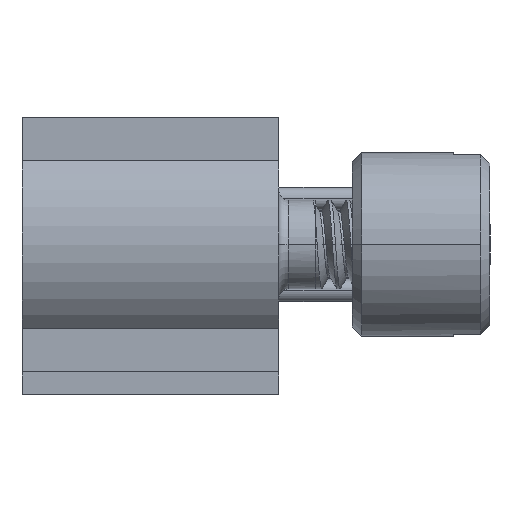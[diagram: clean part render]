
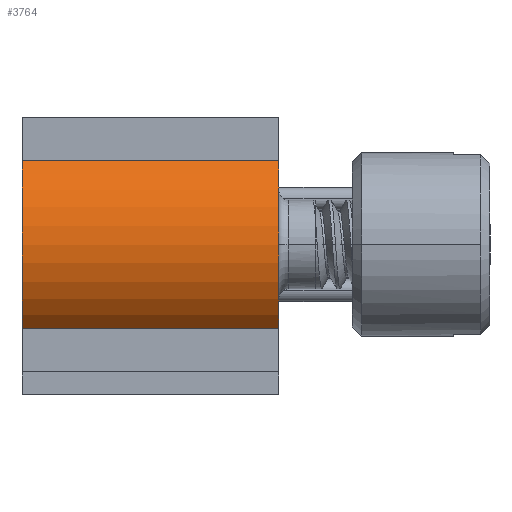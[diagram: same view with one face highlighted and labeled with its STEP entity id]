
A CAD part, left-side view. The second image highlights one B-rep face of the part: STEP entity #3764.
In plain terms, the highlighted cylindrical face has radius 2.5 mm (diameter 5 mm), a partial arc.
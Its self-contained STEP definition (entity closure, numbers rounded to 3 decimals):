
#79=CARTESIAN_POINT('',(-5.5,3.4,0.));
#80=DIRECTION('',(0.,-1.,0.));
#81=DIRECTION('',(-0.68,0.,0.733));
#82=AXIS2_PLACEMENT_3D('',#79,#80,#81);
#565=CARTESIAN_POINT('',(-5.5,-2.2,0.));
#566=DIRECTION('',(0.,-1.,0.));
#567=DIRECTION('',(-0.68,0.,0.733));
#568=AXIS2_PLACEMENT_3D('',#565,#566,#567);
#1862=DIRECTION('',(0.,-1.,0.));
#1863=VECTOR('',#1862,5.6);
#1864=CARTESIAN_POINT('',(-7.2,3.4,1.833));
#1865=LINE('',#1864,#1863);
#1869=DIRECTION('',(0.,-1.,0.));
#1870=VECTOR('',#1869,5.6);
#1871=CARTESIAN_POINT('',(-7.2,3.4,-1.833));
#1872=LINE('',#1871,#1870);
#2106=CARTESIAN_POINT('',(-7.2,3.4,1.833));
#2108=VERTEX_POINT('',#2106);
#2109=CARTESIAN_POINT('',(-7.2,3.4,-1.833));
#2110=VERTEX_POINT('',#2109);
#2115=CARTESIAN_POINT('',(-7.2,-2.2,1.833));
#2116=VERTEX_POINT('',#2115);
#2117=CARTESIAN_POINT('',(-7.2,-2.2,-1.833));
#2118=VERTEX_POINT('',#2117);
#3752=CARTESIAN_POINT('',(-5.5,3.4,0.));
#3753=DIRECTION('',(0.,-1.,0.));
#3754=DIRECTION('',(-1.,0.,0.));
#3755=AXIS2_PLACEMENT_3D('',#3752,#3753,#3754);
#3756=CYLINDRICAL_SURFACE('',#3755,2.5);
#3757=ORIENTED_EDGE('',*,*,#2230,.F.);
#3758=ORIENTED_EDGE('',*,*,#3747,.T.);
#3759=ORIENTED_EDGE('',*,*,#2552,.T.);
#3761=ORIENTED_EDGE('',*,*,#3760,.F.);
#3762=EDGE_LOOP('',(#3757,#3758,#3759,#3761));
#3763=FACE_OUTER_BOUND('',#3762,.F.);
#83=CIRCLE('',#82,2.5);
#569=CIRCLE('',#568,2.5);
#2230=EDGE_CURVE('',#2108,#2110,#83,.T.);
#2552=EDGE_CURVE('',#2116,#2118,#569,.T.);
#3747=EDGE_CURVE('',#2108,#2116,#1865,.T.);
#3760=EDGE_CURVE('',#2110,#2118,#1872,.T.);
#3764=ADVANCED_FACE('',(#3763),#3756,.T.);
